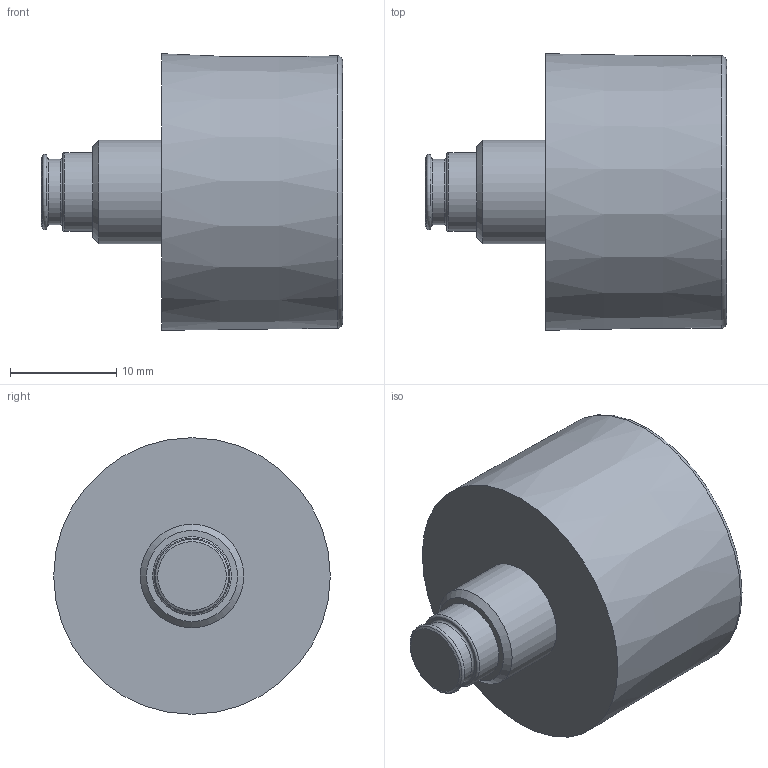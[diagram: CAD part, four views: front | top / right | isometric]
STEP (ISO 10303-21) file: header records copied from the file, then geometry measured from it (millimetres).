
FILE_DESCRIPTION(/* description */ ('STEP AP214'),/* implementation_level */ '2;1');
FILE_NAME(/* name */ '8088986_PAGN-26-1M-G18S',/* time_stamp */ '2024-09-13T13:30:41+02:00',/* author */ ('License CC BY-ND 4.0'),/* organization */ ('CADENAS'),/* preprocessor_version */ 'ST-DEVELOPER v19.3',/* originating_system */ 'PARTsolutions',/* authorisation */ ' ');
FILE_SCHEMA (('AUTOMOTIVE_DESIGN {1 0 10303 214 3 1 1}'));
Length unit declared in the file: millimetre
Products named in the file (1): 8088986 PAGN-26-1M-G18S
Bounding box: 28.3 x 26 x 26 mm (x, y, z)
Volume: 9542.4 mm3; surface area: 2707.2 mm2
Topology: 1 solids, 1 shells, 17 faces, 27 edges, 16 vertices
Faces by surface type: plane 6, torus 5, cone 3, cylinder 3
Full cylindrical faces by diameter (mm): 6.2 x1, 7.4 x1, 9.728 x1
Entity records: 364 total; most frequent: DIRECTION 68, CARTESIAN_POINT 50, AXIS2_PLACEMENT_3D 34, ORIENTED_EDGE 32, EDGE_LOOP 32, FACE_BOUND 32, ADVANCED_FACE 17, EDGE_CURVE 16
